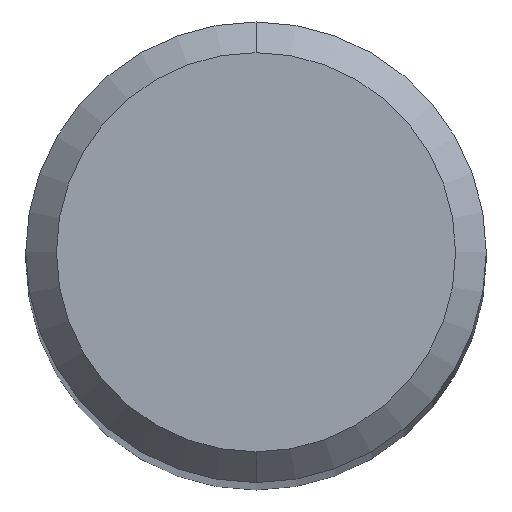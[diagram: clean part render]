
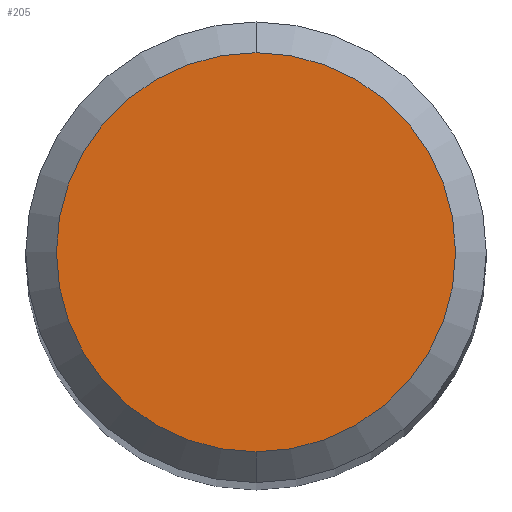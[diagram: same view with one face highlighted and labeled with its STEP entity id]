
A CAD part, top view. The second image highlights one B-rep face of the part: STEP entity #205.
In plain terms, the highlighted planar face has unit normal (0, 0, 1).
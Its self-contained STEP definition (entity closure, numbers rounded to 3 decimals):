
#205=ADVANCED_FACE('',(#516),#517,.T.);
#217=EDGE_CURVE('',#361,#255,#532,.T.);
#255=VERTEX_POINT('',#571);
#361=VERTEX_POINT('',#684);
#427=EDGE_CURVE('',#255,#361,#759,.T.);
#516=FACE_OUTER_BOUND('',#892,.T.);
#517=PLANE('',#893);
#532=CIRCLE('',#909,2.6);
#571=CARTESIAN_POINT('',(0.,-2.6,0.0));
#684=CARTESIAN_POINT('',(0.0,2.6,0.0));
#759=CIRCLE('',#1392,2.6);
#892=EDGE_LOOP('',(#1485,#1486));
#893=AXIS2_PLACEMENT_3D('',#1487,#1488,#1489);
#909=AXIS2_PLACEMENT_3D('',#1522,#1523,#1524);
#1392=AXIS2_PLACEMENT_3D('',#1740,#1741,#1742);
#1485=ORIENTED_EDGE('',*,*,#217,.F.);
#1486=ORIENTED_EDGE('',*,*,#427,.F.);
#1487=CARTESIAN_POINT('',(0.0,1.3,0.0));
#1488=DIRECTION('',(-0.0,0.0,1.0));
#1489=DIRECTION('',(0.0,-1.0,0.0));
#1522=CARTESIAN_POINT('',(0.0,0.0,0.0));
#1523=DIRECTION('',(0.0,0.0,-1.0));
#1524=DIRECTION('',(0.0,1.0,0.0));
#1740=CARTESIAN_POINT('',(0.0,0.0,0.0));
#1741=DIRECTION('',(0.0,0.0,-1.0));
#1742=DIRECTION('',(0.0,1.0,0.0));
